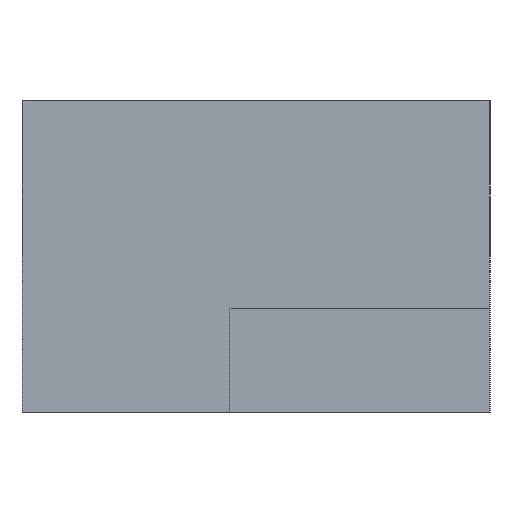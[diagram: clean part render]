
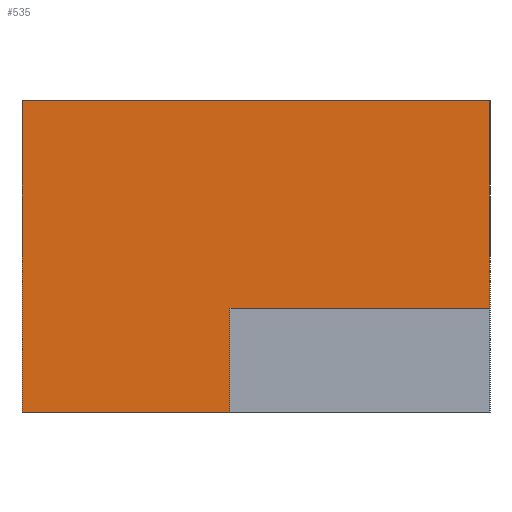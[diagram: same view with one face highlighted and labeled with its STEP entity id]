
A CAD part, left-side view. The second image highlights one B-rep face of the part: STEP entity #535.
In plain terms, the highlighted planar face has unit normal (-1, 0, 0).
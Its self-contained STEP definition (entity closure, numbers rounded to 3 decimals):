
#27=FACE_OUTER_BOUND('',#60,.T.);
#60=EDGE_LOOP('',(#373,#374,#375,#376));
#101=LINE('',#782,#173);
#102=LINE('',#784,#174);
#103=LINE('',#786,#175);
#104=LINE('',#787,#176);
#173=VECTOR('',#639,10.);
#174=VECTOR('',#640,10.);
#175=VECTOR('',#641,10.);
#176=VECTOR('',#642,10.);
#241=VERTEX_POINT('',#780);
#242=VERTEX_POINT('',#781);
#243=VERTEX_POINT('',#783);
#244=VERTEX_POINT('',#785);
#293=EDGE_CURVE('',#241,#242,#101,.T.);
#294=EDGE_CURVE('',#241,#243,#102,.T.);
#295=EDGE_CURVE('',#244,#243,#103,.T.);
#296=EDGE_CURVE('',#242,#244,#104,.T.);
#373=ORIENTED_EDGE('',*,*,#293,.F.);
#374=ORIENTED_EDGE('',*,*,#294,.T.);
#375=ORIENTED_EDGE('',*,*,#295,.F.);
#376=ORIENTED_EDGE('',*,*,#296,.F.);
#502=PLANE('',#585);
#535=ADVANCED_FACE('',(#27),#502,.T.);
#585=AXIS2_PLACEMENT_3D('',#779,#637,#638);
#637=DIRECTION('center_axis',(-1.,0.,0.));
#638=DIRECTION('ref_axis',(0.,-1.,0.));
#639=DIRECTION('',(0.,1.,0.));
#640=DIRECTION('',(0.,0.,1.));
#641=DIRECTION('',(0.,-1.,0.));
#642=DIRECTION('',(0.,0.,1.));
#779=CARTESIAN_POINT('Origin',(0.,0.,0.));
#780=CARTESIAN_POINT('',(0.,-0.9,0.));
#781=CARTESIAN_POINT('',(0.,0.,0.));
#782=CARTESIAN_POINT('',(0.,-0.9,0.));
#783=CARTESIAN_POINT('',(0.,-0.9,0.6));
#784=CARTESIAN_POINT('',(0.,-0.9,0.));
#785=CARTESIAN_POINT('',(0.,0.,0.6));
#786=CARTESIAN_POINT('',(0.,-0.9,0.6));
#787=CARTESIAN_POINT('',(0.,0.,0.));
